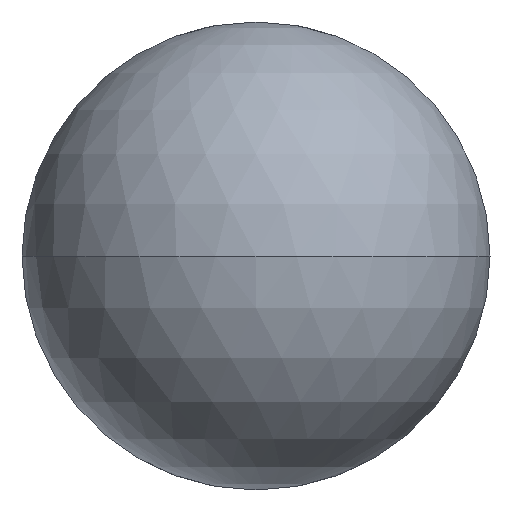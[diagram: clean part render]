
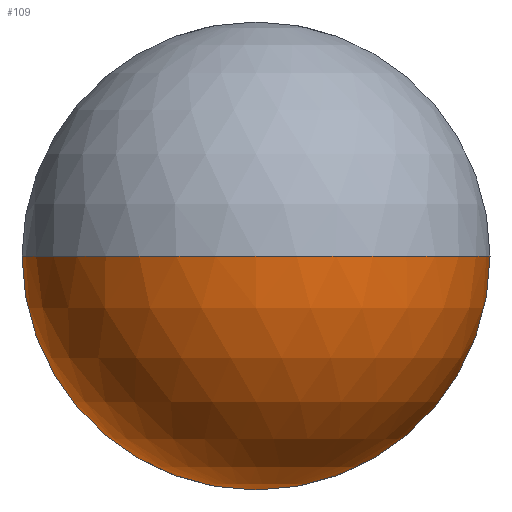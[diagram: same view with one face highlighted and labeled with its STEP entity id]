
A CAD part, front view. The second image highlights one B-rep face of the part: STEP entity #109.
In plain terms, the highlighted spherical face has radius 9.525 mm.
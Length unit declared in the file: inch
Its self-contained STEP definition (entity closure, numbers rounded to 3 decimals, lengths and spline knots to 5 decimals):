
#15 = CIRCLE ( 'NONE', #193, 0.375 ) ;
#21 = CIRCLE ( 'NONE', #469, 0.375 ) ;
#31 = CIRCLE ( 'NONE', #81, 0.375 ) ;
#58 = DIRECTION ( 'NONE',  ( 0., 0., -1. ) ) ;
#69 = CARTESIAN_POINT ( 'NONE',  ( 0., 0.375, -0.375 ) ) ;
#74 = CARTESIAN_POINT ( 'NONE',  ( 0.375, 0.375, 0. ) ) ;
#81 = AXIS2_PLACEMENT_3D ( 'NONE', #353, #344, #308 ) ;
#101 = ORIENTED_EDGE ( 'NONE', *, *, #208, .F. ) ;
#109 = ADVANCED_FACE ( 'NONE', ( #196 ), #478, .T. ) ;
#134 = VERTEX_POINT ( 'NONE', #69 ) ;
#158 = DIRECTION ( 'NONE',  ( 0., 0., -1. ) ) ;
#176 = CIRCLE ( 'NONE', #312, 0.375 ) ;
#181 = DIRECTION ( 'NONE',  ( 0., 0., -1. ) ) ;
#193 = AXIS2_PLACEMENT_3D ( 'NONE', #303, #58, #223 ) ;
#196 = FACE_OUTER_BOUND ( 'NONE', #525, .T. ) ;
#208 = EDGE_CURVE ( 'NONE', #400, #234, #176, .T. ) ;
#223 = DIRECTION ( 'NONE',  ( -1., 0., 0. ) ) ;
#234 = VERTEX_POINT ( 'NONE', #499 ) ;
#254 = CARTESIAN_POINT ( 'NONE',  ( 0., 0.375, 0. ) ) ;
#261 = DIRECTION ( 'NONE',  ( 1., 0., 0. ) ) ;
#263 = EDGE_CURVE ( 'NONE', #134, #349, #21, .T. ) ;
#265 = AXIS2_PLACEMENT_3D ( 'NONE', #440, #158, #472 ) ;
#282 = ORIENTED_EDGE ( 'NONE', *, *, #309, .T. ) ;
#303 = CARTESIAN_POINT ( 'NONE',  ( 0., 0.375, 0. ) ) ;
#308 = DIRECTION ( 'NONE',  ( 0., 0., -1. ) ) ;
#309 = EDGE_CURVE ( 'NONE', #400, #134, #31, .T. ) ;
#312 = AXIS2_PLACEMENT_3D ( 'NONE', #254, #457, #261 ) ;
#338 = CARTESIAN_POINT ( 'NONE',  ( 0., 0.375, 0. ) ) ;
#344 = DIRECTION ( 'NONE',  ( 0., -1., 0. ) ) ;
#349 = VERTEX_POINT ( 'NONE', #74 ) ;
#353 = CARTESIAN_POINT ( 'NONE',  ( 0., 0.375, 0. ) ) ;
#400 = VERTEX_POINT ( 'NONE', #470 ) ;
#440 = CARTESIAN_POINT ( 'NONE',  ( 0., 0.375, 0. ) ) ;
#457 = DIRECTION ( 'NONE',  ( 0., 0., 1. ) ) ;
#469 = AXIS2_PLACEMENT_3D ( 'NONE', #338, #501, #181 ) ;
#470 = CARTESIAN_POINT ( 'NONE',  ( -0.375, 0.375, 0. ) ) ;
#472 = DIRECTION ( 'NONE',  ( -1., 0., 0. ) ) ;
#477 = ORIENTED_EDGE ( 'NONE', *, *, #503, .T. ) ;
#478 = SPHERICAL_SURFACE ( 'NONE', #265, 0.375 ) ;
#481 = ORIENTED_EDGE ( 'NONE', *, *, #263, .T. ) ;
#499 = CARTESIAN_POINT ( 'NONE',  ( 0., 0., 0. ) ) ;
#501 = DIRECTION ( 'NONE',  ( 0., -1., 0. ) ) ;
#503 = EDGE_CURVE ( 'NONE', #349, #234, #15, .T. ) ;
#525 = EDGE_LOOP ( 'NONE', ( #282, #481, #477, #101 ) ) ;
